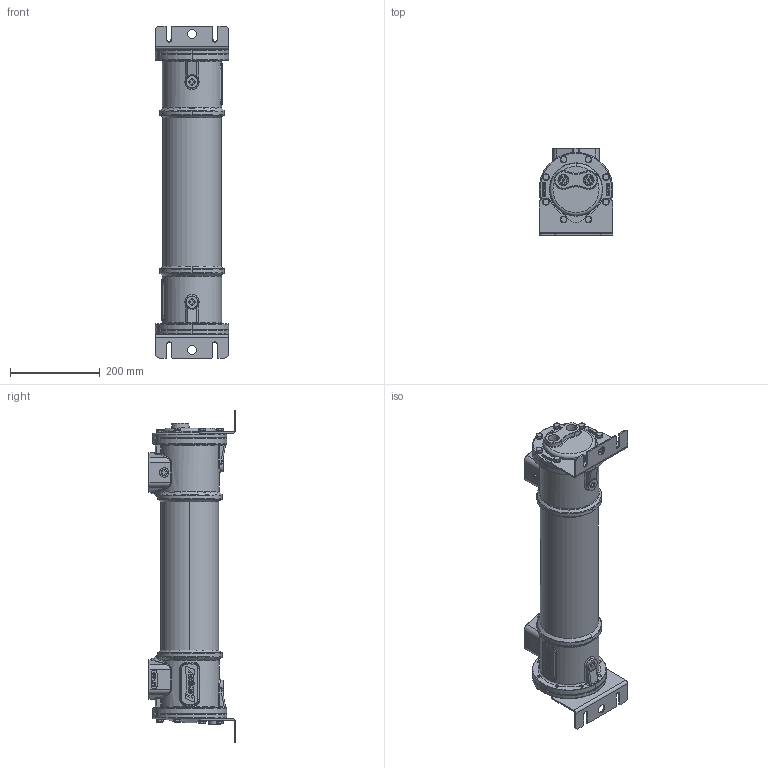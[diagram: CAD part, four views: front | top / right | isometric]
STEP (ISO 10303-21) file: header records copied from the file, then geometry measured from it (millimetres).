
FILE_DESCRIPTION((''),'2;1');
FILE_NAME('84527102944_ASM','2013-06-24T',('ppetruska'),(''),'PRO/ENGINEER BY PARAMETRIC TECHNOLOGY CORPORATION, 2012480','PRO/ENGINEER BY PARAMETRIC TECHNOLOGY CORPORATION, 2012480','');
FILE_SCHEMA(('CONFIG_CONTROL_DESIGN'));
Products named in the file (17): 84527108808_AF1; 84527108807_AF0_ASM; 84527108806_ASM; 84527108814; SIZE_125_WR; 84527108903; 84527108809; 84527108864_AF0; 84527103060_ASM; 84527108865_AF0; 84527103062_ASM; 84527108796; 84527108794; 84527103004; 84527103011; 68514457302; 84527102944_ASM
Assembly tree (52 placements, depth 4):
  84527102944_ASM
    84527108806_ASM  x2
      84527108807_AF0_ASM
        84527108808_AF1
    84527108814
    SIZE_125_WR  x2
    84527108903
    84527108809
    84527103060_ASM
      84527108864_AF0
    84527103062_ASM
      84527108865_AF0
    84527108796  x2
    84527108794  x16
    84527103004  x8
    84527103011  x5
    68514457302  x8
Bounding box: 165 x 194.01 x 741 mm (x, y, z)
Volume: 2672382.6 mm3; surface area: 922254.9 mm2
Topology: 48 solids, 48 shells, 3489 faces, 8815 edges, 5505 vertices
Faces by surface type: plane 1559, cylinder 912, cone 735, bspline 165, torus 62, sphere 28, extrusion 28
Entity records: 70508 total; most frequent: CARTESIAN_POINT 18360, ORIENTED_EDGE 10770, DIRECTION 10666, EDGE_CURVE 5385, VECTOR 3572, LINE 3558, AXIS2_PLACEMENT_3D 3547, VERTEX_POINT 3414
